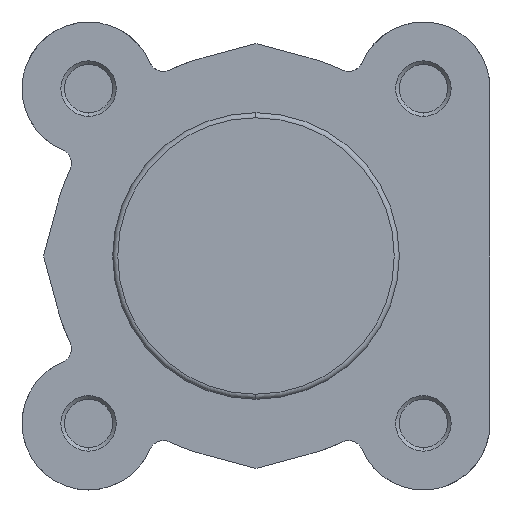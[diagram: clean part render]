
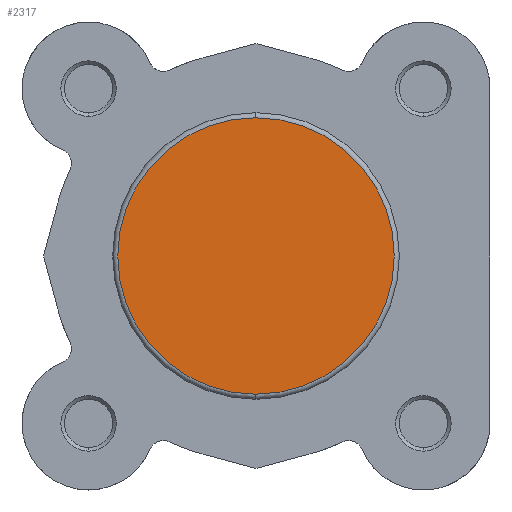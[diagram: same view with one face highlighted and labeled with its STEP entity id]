
A CAD part, left-side view. The second image highlights one B-rep face of the part: STEP entity #2317.
In plain terms, the highlighted planar face has unit normal (-1, 0, 0).
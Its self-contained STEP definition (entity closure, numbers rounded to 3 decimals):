
#55 = ORIENTED_EDGE ( 'NONE', *, *, #3998, .T. ) ;
#59 = ORIENTED_EDGE ( 'NONE', *, *, #3701, .T. ) ;
#406 = CARTESIAN_POINT ( 'NONE',  ( 0., 0., 0. ) ) ;
#413 = DIRECTION ( 'NONE',  ( -1., 0., 0. ) ) ;
#414 = DIRECTION ( 'NONE',  ( 0., 0., -1. ) ) ;
#1198 = CARTESIAN_POINT ( 'NONE',  ( 0., 0., 0. ) ) ;
#1204 = DIRECTION ( 'NONE',  ( -1., 0., 0. ) ) ;
#1205 = DIRECTION ( 'NONE',  ( 0., 0., -1. ) ) ;
#1410 = CIRCLE ( 'NONE', #4546, 19.2 ) ;
#2317 = ADVANCED_FACE ( 'NONE', ( #6250 ), #5529, .F. ) ;
#2417 = CARTESIAN_POINT ( 'NONE',  ( 0., 0., 19.2 ) ) ;
#2628 = VERTEX_POINT ( 'NONE', #5773 ) ;
#2653 = EDGE_LOOP ( 'NONE', ( #59, #55 ) ) ;
#3701 = EDGE_CURVE ( 'NONE', #2628, #4620, #6600, .T. ) ;
#3998 = EDGE_CURVE ( 'NONE', #4620, #2628, #1410, .T. ) ;
#4264 = AXIS2_PLACEMENT_3D ( 'NONE', #5528, #5531, #5532 ) ;
#4401 = AXIS2_PLACEMENT_3D ( 'NONE', #406, #413, #414 ) ;
#4546 = AXIS2_PLACEMENT_3D ( 'NONE', #1198, #1204, #1205 ) ;
#4620 = VERTEX_POINT ( 'NONE', #2417 ) ;
#5528 = CARTESIAN_POINT ( 'NONE',  ( 0., 12.5, 0. ) ) ;
#5529 = PLANE ( 'NONE',  #4264 ) ;
#5531 = DIRECTION ( 'NONE',  ( 1., 0., 0. ) ) ;
#5532 = DIRECTION ( 'NONE',  ( 0., 0., -1. ) ) ;
#5773 = CARTESIAN_POINT ( 'NONE',  ( 0., 0., -19.2 ) ) ;
#6250 = FACE_OUTER_BOUND ( 'NONE', #2653, .T. ) ;
#6600 = CIRCLE ( 'NONE', #4401, 19.2 ) ;
